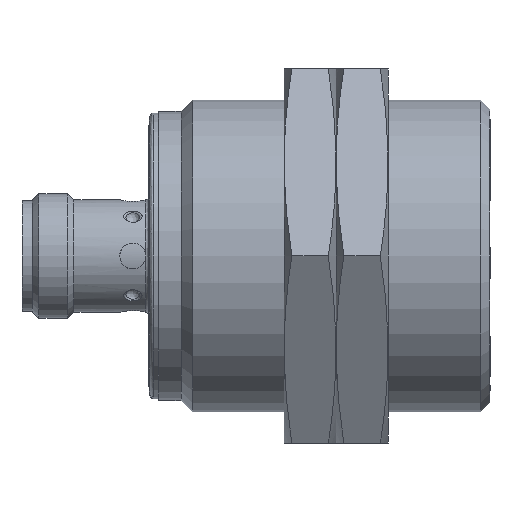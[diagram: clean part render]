
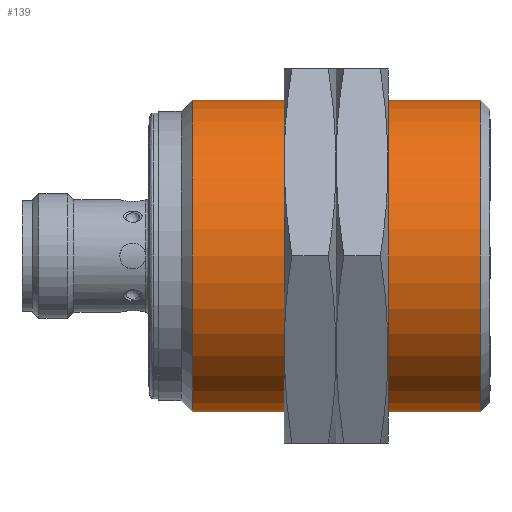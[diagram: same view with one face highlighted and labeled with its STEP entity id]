
A CAD part, front view. The second image highlights one B-rep face of the part: STEP entity #139.
In plain terms, the highlighted cylindrical face has radius 15 mm (diameter 30 mm), a full revolution.
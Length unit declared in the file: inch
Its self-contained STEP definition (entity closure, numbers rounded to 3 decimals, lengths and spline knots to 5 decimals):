
#139 = ADVANCED_FACE ( 'NONE', ( #635, #688 ), #2094, .T. ) ;
#243 = EDGE_CURVE ( 'NONE', #633, #633, #476, .T. ) ;
#476 = CIRCLE ( 'NONE', #502, 0.59055 ) ;
#502 = AXIS2_PLACEMENT_3D ( 'NONE', #854, #3938, #1143 ) ;
#566 = EDGE_LOOP ( 'NONE', ( #3139 ) ) ;
#633 = VERTEX_POINT ( 'NONE', #1210 ) ;
#635 = FACE_OUTER_BOUND ( 'NONE', #3955, .T. ) ;
#688 = FACE_OUTER_BOUND ( 'NONE', #566, .T. ) ;
#854 = CARTESIAN_POINT ( 'NONE',  ( 0.64567, 0., 0. ) ) ;
#1143 = DIRECTION ( 'NONE',  ( 0., 0., 1. ) ) ;
#1210 = CARTESIAN_POINT ( 'NONE',  ( 0.64567, 0., 0.59055 ) ) ;
#1225 = CARTESIAN_POINT ( 'NONE',  ( 1.73622, 0., 0.59055 ) ) ;
#1370 = VERTEX_POINT ( 'NONE', #1225 ) ;
#1746 = DIRECTION ( 'NONE',  ( -1., 0., 0. ) ) ;
#1985 = AXIS2_PLACEMENT_3D ( 'NONE', #3301, #3921, #3951 ) ;
#2050 = DIRECTION ( 'NONE',  ( 0., 0., 1. ) ) ;
#2094 = CYLINDRICAL_SURFACE ( 'NONE', #1985, 0.59055 ) ;
#2334 = CARTESIAN_POINT ( 'NONE',  ( 1.73622, 0., 0. ) ) ;
#2429 = CIRCLE ( 'NONE', #3562, 0.59055 ) ;
#3008 = ORIENTED_EDGE ( 'NONE', *, *, #243, .T. ) ;
#3139 = ORIENTED_EDGE ( 'NONE', *, *, #3444, .T. ) ;
#3301 = CARTESIAN_POINT ( 'NONE',  ( 1.77165, 0., 0. ) ) ;
#3444 = EDGE_CURVE ( 'NONE', #1370, #1370, #2429, .T. ) ;
#3562 = AXIS2_PLACEMENT_3D ( 'NONE', #2334, #1746, #2050 ) ;
#3921 = DIRECTION ( 'NONE',  ( -1., 0., 0. ) ) ;
#3938 = DIRECTION ( 'NONE',  ( 1., 0., 0. ) ) ;
#3951 = DIRECTION ( 'NONE',  ( 0., 0., 1. ) ) ;
#3955 = EDGE_LOOP ( 'NONE', ( #3008 ) ) ;
